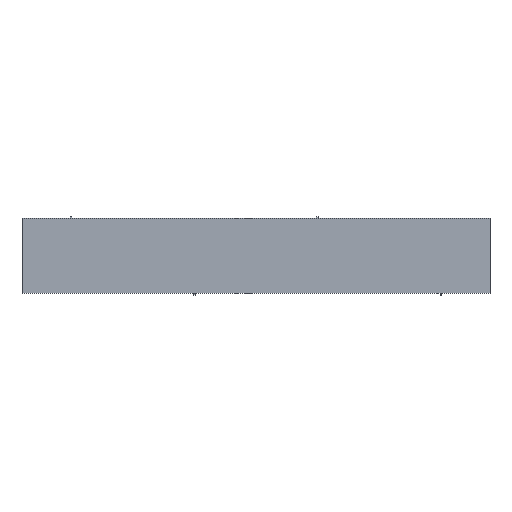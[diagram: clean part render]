
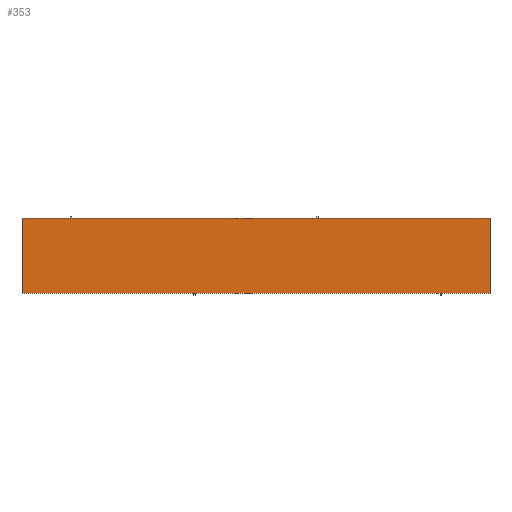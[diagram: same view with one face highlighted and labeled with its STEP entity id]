
A CAD part, top view. The second image highlights one B-rep face of the part: STEP entity #353.
In plain terms, the highlighted planar face has unit normal (0, 0, 1).
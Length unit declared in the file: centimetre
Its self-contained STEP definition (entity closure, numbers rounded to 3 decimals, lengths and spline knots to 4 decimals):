
#353=ADVANCED_FACE('',(#495),#2423,.T.);
#495=FACE_OUTER_BOUND('',#637,.T.);
#637=EDGE_LOOP('',(#1303,#1304,#1305,#1306));
#1303=ORIENTED_EDGE('',*,*,#1673,.T.);
#1304=ORIENTED_EDGE('',*,*,#1674,.T.);
#1305=ORIENTED_EDGE('',*,*,#1675,.T.);
#1306=ORIENTED_EDGE('',*,*,#1676,.T.);
#1673=EDGE_CURVE('',#2279,#2280,#2031,.T.);
#1674=EDGE_CURVE('',#2280,#2281,#2032,.T.);
#1675=EDGE_CURVE('',#2281,#2282,#2033,.T.);
#1676=EDGE_CURVE('',#2282,#2279,#2034,.T.);
#2031=B_SPLINE_CURVE_WITH_KNOTS('',1,(#3899,#3900),.UNSPECIFIED.,.F.,.F.,
(2,2),(-2570.,170.),.UNSPECIFIED.);
#2032=B_SPLINE_CURVE_WITH_KNOTS('',1,(#3901,#3902),.UNSPECIFIED.,.F.,.F.,
(2,2),(0.,440.),.UNSPECIFIED.);
#2033=B_SPLINE_CURVE_WITH_KNOTS('',1,(#3903,#3904),.UNSPECIFIED.,.F.,.F.,
(2,2),(-170.,2570.),.UNSPECIFIED.);
#2034=B_SPLINE_CURVE_WITH_KNOTS('',1,(#3905,#3906),.UNSPECIFIED.,.F.,.F.,
(2,2),(-440.,0.),.UNSPECIFIED.);
#2279=VERTEX_POINT('',#3891);
#2280=VERTEX_POINT('',#3892);
#2281=VERTEX_POINT('',#3893);
#2282=VERTEX_POINT('',#3894);
#2423=PLANE('',#2606);
#2606=AXIS2_PLACEMENT_3D('',#3885,#2755,$);
#2755=DIRECTION('',(0.,0.,1.));
#3885=CARTESIAN_POINT('',(172.8728,44.8,70.));
#3891=CARTESIAN_POINT('',(172.8728,44.8,70.));
#3892=CARTESIAN_POINT('',(-101.1272,44.8,70.));
#3893=CARTESIAN_POINT('',(-101.1272,0.8,70.));
#3894=CARTESIAN_POINT('',(172.8728,0.8,70.));
#3899=CARTESIAN_POINT('',(172.8728,44.8,70.));
#3900=CARTESIAN_POINT('',(-101.1272,44.8,70.));
#3901=CARTESIAN_POINT('',(-101.1272,44.8,70.));
#3902=CARTESIAN_POINT('',(-101.1272,0.8,70.));
#3903=CARTESIAN_POINT('',(-101.1272,0.8,70.));
#3904=CARTESIAN_POINT('',(172.8728,0.8,70.));
#3905=CARTESIAN_POINT('',(172.8728,0.8,70.));
#3906=CARTESIAN_POINT('',(172.8728,44.8,70.));
